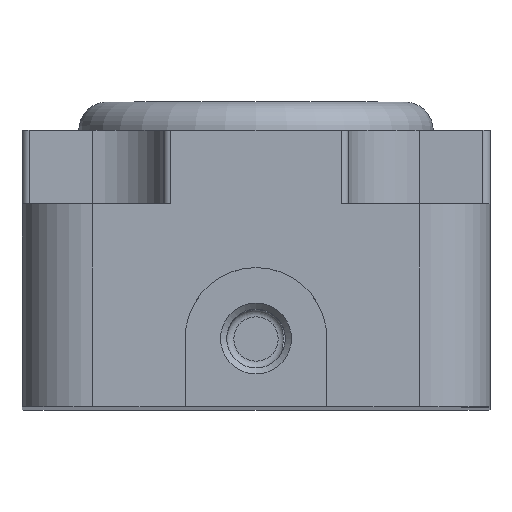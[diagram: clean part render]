
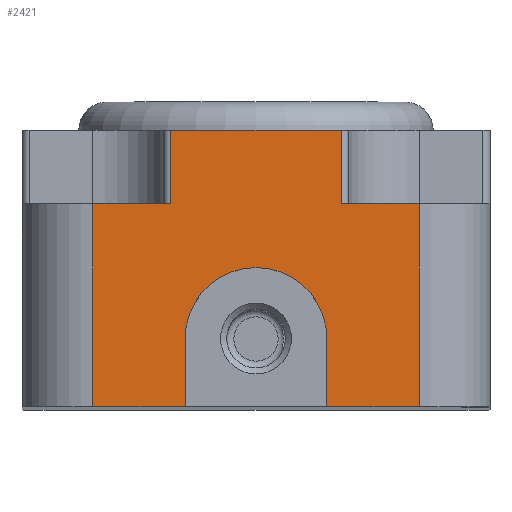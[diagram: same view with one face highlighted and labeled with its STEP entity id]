
A CAD part, top view. The second image highlights one B-rep face of the part: STEP entity #2421.
In plain terms, the highlighted face is planar.
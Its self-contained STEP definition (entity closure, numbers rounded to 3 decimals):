
#49=LINE('',#3436,#199);
#66=LINE('',#3512,#216);
#70=LINE('',#3520,#220);
#84=LINE('',#3554,#234);
#85=LINE('',#3556,#235);
#86=LINE('',#3558,#236);
#87=LINE('',#3560,#237);
#88=LINE('',#3561,#238);
#89=LINE('',#3563,#239);
#90=LINE('',#3565,#240);
#91=LINE('',#3566,#241);
#199=VECTOR('',#2807,1000.);
#216=VECTOR('',#2868,1000.);
#220=VECTOR('',#2872,1000.);
#234=VECTOR('',#2898,1000.);
#235=VECTOR('',#2899,1000.);
#236=VECTOR('',#2900,1000.);
#237=VECTOR('',#2901,1000.);
#238=VECTOR('',#2902,1000.);
#239=VECTOR('',#2903,1000.);
#240=VECTOR('',#2904,1000.);
#241=VECTOR('',#2905,1000.);
#350=PLANE('',#2587);
#460=CIRCLE('',#2588,5.);
#614=ORIENTED_EDGE('',*,*,#1158,.F.);
#615=ORIENTED_EDGE('',*,*,#1136,.T.);
#616=ORIENTED_EDGE('',*,*,#1159,.F.);
#617=ORIENTED_EDGE('',*,*,#1160,.F.);
#618=ORIENTED_EDGE('',*,*,#1161,.T.);
#619=ORIENTED_EDGE('',*,*,#1099,.F.);
#620=ORIENTED_EDGE('',*,*,#1162,.F.);
#621=ORIENTED_EDGE('',*,*,#1163,.F.);
#622=ORIENTED_EDGE('',*,*,#1164,.T.);
#623=ORIENTED_EDGE('',*,*,#1140,.T.);
#624=ORIENTED_EDGE('',*,*,#1165,.F.);
#625=ORIENTED_EDGE('',*,*,#1166,.F.);
#1099=EDGE_CURVE('',#1372,#1373,#49,.T.);
#1136=EDGE_CURVE('',#1410,#1409,#66,.T.);
#1140=EDGE_CURVE('',#1414,#1413,#70,.T.);
#1158=EDGE_CURVE('',#1410,#1428,#84,.T.);
#1159=EDGE_CURVE('',#1429,#1409,#85,.T.);
#1160=EDGE_CURVE('',#1430,#1429,#86,.T.);
#1161=EDGE_CURVE('',#1430,#1373,#87,.T.);
#1162=EDGE_CURVE('',#1431,#1372,#88,.T.);
#1163=EDGE_CURVE('',#1432,#1431,#89,.T.);
#1164=EDGE_CURVE('',#1432,#1414,#90,.T.);
#1165=EDGE_CURVE('',#1433,#1413,#91,.T.);
#1166=EDGE_CURVE('',#1428,#1433,#460,.F.);
#1372=VERTEX_POINT('',#3435);
#1373=VERTEX_POINT('',#3437);
#1409=VERTEX_POINT('',#3511);
#1410=VERTEX_POINT('',#3513);
#1413=VERTEX_POINT('',#3519);
#1414=VERTEX_POINT('',#3521);
#1428=VERTEX_POINT('',#3555);
#1429=VERTEX_POINT('',#3557);
#1430=VERTEX_POINT('',#3559);
#1431=VERTEX_POINT('',#3562);
#1432=VERTEX_POINT('',#3564);
#1433=VERTEX_POINT('',#3567);
#1569=EDGE_LOOP('',(#614,#615,#616,#617,#618,#619,#620,#621,#622,#623,#624,
#625));
#1728=FACE_BOUND('',#1569,.T.);
#2421=ADVANCED_FACE('',(#1728),#350,.F.);
#2587=AXIS2_PLACEMENT_3D('',#3553,#2896,#2897);
#2588=AXIS2_PLACEMENT_3D('',#3568,#2906,#2907);
#2807=DIRECTION('',(0.,0.,1.));
#2868=DIRECTION('',(0.,0.,1.));
#2872=DIRECTION('',(0.,0.,1.));
#2896=DIRECTION('',(1.,0.,0.));
#2897=DIRECTION('',(0.,0.,-1.));
#2898=DIRECTION('',(0.,1.,0.));
#2899=DIRECTION('',(0.,-1.,0.));
#2900=DIRECTION('',(0.,0.,1.));
#2901=DIRECTION('',(0.,1.,0.));
#2902=DIRECTION('',(0.,1.,0.));
#2903=DIRECTION('',(0.,0.,1.));
#2904=DIRECTION('',(0.,-1.,0.));
#2905=DIRECTION('',(0.,-1.,0.));
#2906=DIRECTION('',(1.,0.,0.));
#2907=DIRECTION('',(0.,0.,-1.));
#3435=CARTESIAN_POINT('',(-72.,19.5,-6.));
#3436=CARTESIAN_POINT('',(-72.,19.5,-11.5));
#3437=CARTESIAN_POINT('',(-72.,19.5,6.));
#3511=CARTESIAN_POINT('',(-72.,0.,11.5));
#3512=CARTESIAN_POINT('',(-72.,0.,-11.5));
#3513=CARTESIAN_POINT('',(-72.,0.,5.));
#3519=CARTESIAN_POINT('',(-72.,0.,-5.));
#3520=CARTESIAN_POINT('',(-72.,0.,-11.5));
#3521=CARTESIAN_POINT('',(-72.,0.,-11.5));
#3553=CARTESIAN_POINT('',(-72.,19.5,-11.5));
#3554=CARTESIAN_POINT('',(-72.,19.5,5.));
#3555=CARTESIAN_POINT('',(-72.,4.8,5.));
#3556=CARTESIAN_POINT('',(-72.,19.5,11.5));
#3557=CARTESIAN_POINT('',(-72.,14.3,11.5));
#3558=CARTESIAN_POINT('',(-72.,14.3,-11.5));
#3559=CARTESIAN_POINT('',(-72.,14.3,6.));
#3560=CARTESIAN_POINT('',(-72.,14.3,6.));
#3561=CARTESIAN_POINT('',(-72.,14.3,-6.));
#3562=CARTESIAN_POINT('',(-72.,14.3,-6.));
#3563=CARTESIAN_POINT('',(-72.,14.3,-11.5));
#3564=CARTESIAN_POINT('',(-72.,14.3,-11.5));
#3565=CARTESIAN_POINT('',(-72.,19.5,-11.5));
#3566=CARTESIAN_POINT('',(-72.,19.5,-5.));
#3567=CARTESIAN_POINT('',(-72.,4.8,-5.));
#3568=CARTESIAN_POINT('',(-72.,4.8,0.));
